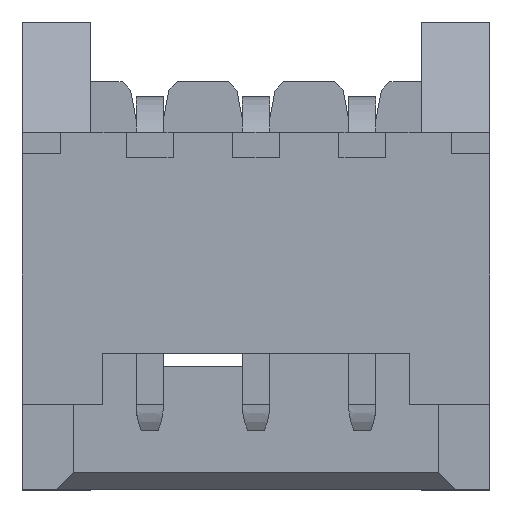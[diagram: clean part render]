
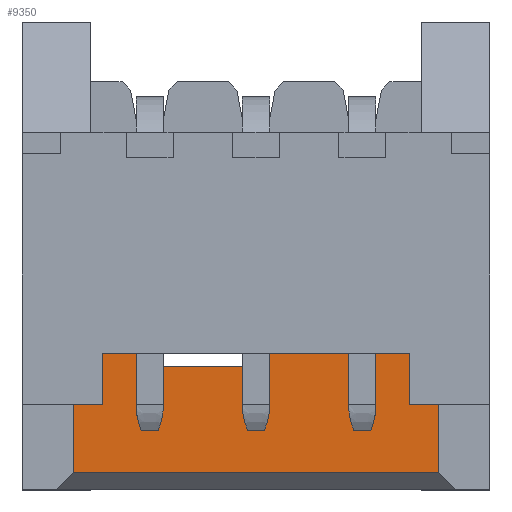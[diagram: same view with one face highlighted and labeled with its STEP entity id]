
A CAD part, top view. The second image highlights one B-rep face of the part: STEP entity #9350.
In plain terms, the highlighted planar face has unit normal (0, 0, 1).
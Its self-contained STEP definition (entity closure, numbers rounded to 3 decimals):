
#1249 = PLANE('',#1250);
#1250 = AXIS2_PLACEMENT_3D('',#1251,#1252,#1253);
#1251 = CARTESIAN_POINT('',(1.25,-3.,1.8));
#1252 = DIRECTION('',(0.,-1.,0.));
#1253 = DIRECTION('',(-1.,0.,0.));
#1277 = PLANE('',#1278);
#1278 = AXIS2_PLACEMENT_3D('',#1279,#1280,#1281);
#1279 = CARTESIAN_POINT('',(0.075,-3.,0.75));
#1280 = DIRECTION('',(-1.,0.,0.));
#1281 = DIRECTION('',(0.,0.,-1.));
#1305 = PLANE('',#1306);
#1306 = AXIS2_PLACEMENT_3D('',#1307,#1308,#1309);
#1307 = CARTESIAN_POINT('',(1.25,-1.85,1.8));
#1308 = DIRECTION('',(0.,-1.,0.));
#1309 = DIRECTION('',(-1.,0.,0.));
#1331 = PLANE('',#1332);
#1332 = AXIS2_PLACEMENT_3D('',#1333,#1334,#1335);
#1333 = CARTESIAN_POINT('',(1.175,-3.,0.35));
#1334 = DIRECTION('',(1.,0.,0.));
#1335 = DIRECTION('',(0.,0.,1.));
#3438 = PLANE('',#3439);
#3439 = AXIS2_PLACEMENT_3D('',#3440,#3441,#3442);
#3440 = CARTESIAN_POINT('',(-0.9,-4.45,0.55));
#3441 = DIRECTION('',(0.,-0.707,0.707));
#3442 = DIRECTION('',(1.,0.,0.));
#4942 = EDGE_CURVE('',#4943,#4945,#4947,.T.);
#4943 = VERTEX_POINT('',#4944);
#4944 = CARTESIAN_POINT('',(1.175,-3.,0.75));
#4945 = VERTEX_POINT('',#4946);
#4946 = CARTESIAN_POINT('',(0.075,-3.,0.75));
#4947 = SURFACE_CURVE('',#4948,(#4952,#4959),.PCURVE_S1.);
#4948 = LINE('',#4949,#4950);
#4949 = CARTESIAN_POINT('',(1.175,-3.,0.75));
#4950 = VECTOR('',#4951,1.);
#4951 = DIRECTION('',(-1.,0.,0.));
#4952 = PCURVE('',#1249,#4953);
#4953 = DEFINITIONAL_REPRESENTATION('',(#4954),#4958);
#4954 = LINE('',#4955,#4956);
#4955 = CARTESIAN_POINT('',(0.075,1.05));
#4956 = VECTOR('',#4957,1.);
#4957 = DIRECTION('',(1.,0.));
#4958 = ( GEOMETRIC_REPRESENTATION_CONTEXT(2) 
PARAMETRIC_REPRESENTATION_CONTEXT() REPRESENTATION_CONTEXT('2D SPACE',''
  ) );
#4959 = PCURVE('',#4960,#4965);
#4960 = PLANE('',#4961);
#4961 = AXIS2_PLACEMENT_3D('',#4962,#4963,#4964);
#4962 = CARTESIAN_POINT('',(-0.9,-4.45,0.75));
#4963 = DIRECTION('',(0.,0.,-1.));
#4964 = DIRECTION('',(1.,0.,0.));
#4965 = DEFINITIONAL_REPRESENTATION('',(#4966),#4970);
#4966 = LINE('',#4967,#4968);
#4967 = CARTESIAN_POINT('',(2.075,-1.45));
#4968 = VECTOR('',#4969,1.);
#4969 = DIRECTION('',(-1.,0.));
#4970 = ( GEOMETRIC_REPRESENTATION_CONTEXT(2) 
PARAMETRIC_REPRESENTATION_CONTEXT() REPRESENTATION_CONTEXT('2D SPACE',''
  ) );
#5018 = EDGE_CURVE('',#5019,#4943,#5021,.T.);
#5019 = VERTEX_POINT('',#5020);
#5020 = CARTESIAN_POINT('',(1.175,-1.85,0.75));
#5021 = SURFACE_CURVE('',#5022,(#5026,#5033),.PCURVE_S1.);
#5022 = LINE('',#5023,#5024);
#5023 = CARTESIAN_POINT('',(1.175,-1.85,0.75));
#5024 = VECTOR('',#5025,1.);
#5025 = DIRECTION('',(0.,-1.,0.));
#5026 = PCURVE('',#1331,#5027);
#5027 = DEFINITIONAL_REPRESENTATION('',(#5028),#5032);
#5028 = LINE('',#5029,#5030);
#5029 = CARTESIAN_POINT('',(0.4,-1.15));
#5030 = VECTOR('',#5031,1.);
#5031 = DIRECTION('',(0.,1.));
#5032 = ( GEOMETRIC_REPRESENTATION_CONTEXT(2) 
PARAMETRIC_REPRESENTATION_CONTEXT() REPRESENTATION_CONTEXT('2D SPACE',''
  ) );
#5033 = PCURVE('',#4960,#5034);
#5034 = DEFINITIONAL_REPRESENTATION('',(#5035),#5039);
#5035 = LINE('',#5036,#5037);
#5036 = CARTESIAN_POINT('',(2.075,-2.6));
#5037 = VECTOR('',#5038,1.);
#5038 = DIRECTION('',(0.,1.));
#5039 = ( GEOMETRIC_REPRESENTATION_CONTEXT(2) 
PARAMETRIC_REPRESENTATION_CONTEXT() REPRESENTATION_CONTEXT('2D SPACE',''
  ) );
#5067 = EDGE_CURVE('',#5068,#4945,#5070,.T.);
#5068 = VERTEX_POINT('',#5069);
#5069 = CARTESIAN_POINT('',(0.075,-1.85,0.75));
#5070 = SURFACE_CURVE('',#5071,(#5075,#5082),.PCURVE_S1.);
#5071 = LINE('',#5072,#5073);
#5072 = CARTESIAN_POINT('',(0.075,-1.85,0.75));
#5073 = VECTOR('',#5074,1.);
#5074 = DIRECTION('',(0.,-1.,0.));
#5075 = PCURVE('',#1277,#5076);
#5076 = DEFINITIONAL_REPRESENTATION('',(#5077),#5081);
#5077 = LINE('',#5078,#5079);
#5078 = CARTESIAN_POINT('',(0.,-1.15));
#5079 = VECTOR('',#5080,1.);
#5080 = DIRECTION('',(0.,1.));
#5081 = ( GEOMETRIC_REPRESENTATION_CONTEXT(2) 
PARAMETRIC_REPRESENTATION_CONTEXT() REPRESENTATION_CONTEXT('2D SPACE',''
  ) );
#5082 = PCURVE('',#4960,#5083);
#5083 = DEFINITIONAL_REPRESENTATION('',(#5084),#5088);
#5084 = LINE('',#5085,#5086);
#5085 = CARTESIAN_POINT('',(0.975,-2.6));
#5086 = VECTOR('',#5087,1.);
#5087 = DIRECTION('',(0.,1.));
#5088 = ( GEOMETRIC_REPRESENTATION_CONTEXT(2) 
PARAMETRIC_REPRESENTATION_CONTEXT() REPRESENTATION_CONTEXT('2D SPACE',''
  ) );
#5118 = EDGE_CURVE('',#5019,#5068,#5119,.T.);
#5119 = SURFACE_CURVE('',#5120,(#5124,#5131),.PCURVE_S1.);
#5120 = LINE('',#5121,#5122);
#5121 = CARTESIAN_POINT('',(1.175,-1.85,0.75));
#5122 = VECTOR('',#5123,1.);
#5123 = DIRECTION('',(-1.,0.,0.));
#5124 = PCURVE('',#1305,#5125);
#5125 = DEFINITIONAL_REPRESENTATION('',(#5126),#5130);
#5126 = LINE('',#5127,#5128);
#5127 = CARTESIAN_POINT('',(0.075,1.05));
#5128 = VECTOR('',#5129,1.);
#5129 = DIRECTION('',(1.,0.));
#5130 = ( GEOMETRIC_REPRESENTATION_CONTEXT(2) 
PARAMETRIC_REPRESENTATION_CONTEXT() REPRESENTATION_CONTEXT('2D SPACE',''
  ) );
#5131 = PCURVE('',#4960,#5132);
#5132 = DEFINITIONAL_REPRESENTATION('',(#5133),#5137);
#5133 = LINE('',#5134,#5135);
#5134 = CARTESIAN_POINT('',(2.075,-2.6));
#5135 = VECTOR('',#5136,1.);
#5136 = DIRECTION('',(-1.,0.));
#5137 = ( GEOMETRIC_REPRESENTATION_CONTEXT(2) 
PARAMETRIC_REPRESENTATION_CONTEXT() REPRESENTATION_CONTEXT('2D SPACE',''
  ) );
#7440 = PLANE('',#7441);
#7441 = AXIS2_PLACEMENT_3D('',#7442,#7443,#7444);
#7442 = CARTESIAN_POINT('',(1.25,-1.5,1.8));
#7443 = DIRECTION('',(0.,-1.,0.));
#7444 = DIRECTION('',(-1.,0.,0.));
#7899 = PLANE('',#7900);
#7900 = AXIS2_PLACEMENT_3D('',#7901,#7902,#7903);
#7901 = CARTESIAN_POINT('',(-0.9,-4.45,3.15));
#7902 = DIRECTION('',(-1.,0.,0.));
#7903 = DIRECTION('',(0.,0.,-1.));
#7960 = VERTEX_POINT('',#7961);
#7961 = CARTESIAN_POINT('',(-0.9,-4.25,0.75));
#8009 = EDGE_CURVE('',#7960,#8010,#8012,.T.);
#8010 = VERTEX_POINT('',#8011);
#8011 = CARTESIAN_POINT('',(3.4,-4.25,0.75));
#8012 = SURFACE_CURVE('',#8013,(#8017,#8024),.PCURVE_S1.);
#8013 = LINE('',#8014,#8015);
#8014 = CARTESIAN_POINT('',(-0.9,-4.25,0.75));
#8015 = VECTOR('',#8016,1.);
#8016 = DIRECTION('',(1.,0.,0.));
#8017 = PCURVE('',#3438,#8018);
#8018 = DEFINITIONAL_REPRESENTATION('',(#8019),#8023);
#8019 = LINE('',#8020,#8021);
#8020 = CARTESIAN_POINT('',(0.,0.283));
#8021 = VECTOR('',#8022,1.);
#8022 = DIRECTION('',(1.,0.));
#8023 = ( GEOMETRIC_REPRESENTATION_CONTEXT(2) 
PARAMETRIC_REPRESENTATION_CONTEXT() REPRESENTATION_CONTEXT('2D SPACE',''
  ) );
#8024 = PCURVE('',#4960,#8025);
#8025 = DEFINITIONAL_REPRESENTATION('',(#8026),#8030);
#8026 = LINE('',#8027,#8028);
#8027 = CARTESIAN_POINT('',(0.,-0.2));
#8028 = VECTOR('',#8029,1.);
#8029 = DIRECTION('',(1.,0.));
#8030 = ( GEOMETRIC_REPRESENTATION_CONTEXT(2) 
PARAMETRIC_REPRESENTATION_CONTEXT() REPRESENTATION_CONTEXT('2D SPACE',''
  ) );
#8095 = PLANE('',#8096);
#8096 = AXIS2_PLACEMENT_3D('',#8097,#8098,#8099);
#8097 = CARTESIAN_POINT('',(3.4,-4.45,0.75));
#8098 = DIRECTION('',(1.,0.,0.));
#8099 = DIRECTION('',(0.,0.,1.));
#9350 = ADVANCED_FACE('',(#9351,#9421),#4960,.F.);
#9351 = FACE_BOUND('',#9352,.F.);
#9352 = EDGE_LOOP('',(#9353,#9354,#9377,#9400));
#9353 = ORIENTED_EDGE('',*,*,#8009,.F.);
#9354 = ORIENTED_EDGE('',*,*,#9355,.T.);
#9355 = EDGE_CURVE('',#7960,#9356,#9358,.T.);
#9356 = VERTEX_POINT('',#9357);
#9357 = CARTESIAN_POINT('',(-0.9,-1.5,0.75));
#9358 = SURFACE_CURVE('',#9359,(#9363,#9370),.PCURVE_S1.);
#9359 = LINE('',#9360,#9361);
#9360 = CARTESIAN_POINT('',(-0.9,-4.25,0.75));
#9361 = VECTOR('',#9362,1.);
#9362 = DIRECTION('',(0.,1.,0.));
#9363 = PCURVE('',#4960,#9364);
#9364 = DEFINITIONAL_REPRESENTATION('',(#9365),#9369);
#9365 = LINE('',#9366,#9367);
#9366 = CARTESIAN_POINT('',(0.,-0.2));
#9367 = VECTOR('',#9368,1.);
#9368 = DIRECTION('',(0.,-1.));
#9369 = ( GEOMETRIC_REPRESENTATION_CONTEXT(2) 
PARAMETRIC_REPRESENTATION_CONTEXT() REPRESENTATION_CONTEXT('2D SPACE',''
  ) );
#9370 = PCURVE('',#7899,#9371);
#9371 = DEFINITIONAL_REPRESENTATION('',(#9372),#9376);
#9372 = LINE('',#9373,#9374);
#9373 = CARTESIAN_POINT('',(2.4,-0.2));
#9374 = VECTOR('',#9375,1.);
#9375 = DIRECTION('',(0.,-1.));
#9376 = ( GEOMETRIC_REPRESENTATION_CONTEXT(2) 
PARAMETRIC_REPRESENTATION_CONTEXT() REPRESENTATION_CONTEXT('2D SPACE',''
  ) );
#9377 = ORIENTED_EDGE('',*,*,#9378,.T.);
#9378 = EDGE_CURVE('',#9356,#9379,#9381,.T.);
#9379 = VERTEX_POINT('',#9380);
#9380 = CARTESIAN_POINT('',(3.4,-1.5,0.75));
#9381 = SURFACE_CURVE('',#9382,(#9386,#9393),.PCURVE_S1.);
#9382 = LINE('',#9383,#9384);
#9383 = CARTESIAN_POINT('',(-0.9,-1.5,0.75));
#9384 = VECTOR('',#9385,1.);
#9385 = DIRECTION('',(1.,0.,0.));
#9386 = PCURVE('',#4960,#9387);
#9387 = DEFINITIONAL_REPRESENTATION('',(#9388),#9392);
#9388 = LINE('',#9389,#9390);
#9389 = CARTESIAN_POINT('',(0.,-2.95));
#9390 = VECTOR('',#9391,1.);
#9391 = DIRECTION('',(1.,0.));
#9392 = ( GEOMETRIC_REPRESENTATION_CONTEXT(2) 
PARAMETRIC_REPRESENTATION_CONTEXT() REPRESENTATION_CONTEXT('2D SPACE',''
  ) );
#9393 = PCURVE('',#7440,#9394);
#9394 = DEFINITIONAL_REPRESENTATION('',(#9395),#9399);
#9395 = LINE('',#9396,#9397);
#9396 = CARTESIAN_POINT('',(2.15,1.05));
#9397 = VECTOR('',#9398,1.);
#9398 = DIRECTION('',(-1.,0.));
#9399 = ( GEOMETRIC_REPRESENTATION_CONTEXT(2) 
PARAMETRIC_REPRESENTATION_CONTEXT() REPRESENTATION_CONTEXT('2D SPACE',''
  ) );
#9400 = ORIENTED_EDGE('',*,*,#9401,.F.);
#9401 = EDGE_CURVE('',#8010,#9379,#9402,.T.);
#9402 = SURFACE_CURVE('',#9403,(#9407,#9414),.PCURVE_S1.);
#9403 = LINE('',#9404,#9405);
#9404 = CARTESIAN_POINT('',(3.4,-4.25,0.75));
#9405 = VECTOR('',#9406,1.);
#9406 = DIRECTION('',(0.,1.,0.));
#9407 = PCURVE('',#4960,#9408);
#9408 = DEFINITIONAL_REPRESENTATION('',(#9409),#9413);
#9409 = LINE('',#9410,#9411);
#9410 = CARTESIAN_POINT('',(4.3,-0.2));
#9411 = VECTOR('',#9412,1.);
#9412 = DIRECTION('',(0.,-1.));
#9413 = ( GEOMETRIC_REPRESENTATION_CONTEXT(2) 
PARAMETRIC_REPRESENTATION_CONTEXT() REPRESENTATION_CONTEXT('2D SPACE',''
  ) );
#9414 = PCURVE('',#8095,#9415);
#9415 = DEFINITIONAL_REPRESENTATION('',(#9416),#9420);
#9416 = LINE('',#9417,#9418);
#9417 = CARTESIAN_POINT('',(0.,-0.2));
#9418 = VECTOR('',#9419,1.);
#9419 = DIRECTION('',(0.,-1.));
#9420 = ( GEOMETRIC_REPRESENTATION_CONTEXT(2) 
PARAMETRIC_REPRESENTATION_CONTEXT() REPRESENTATION_CONTEXT('2D SPACE',''
  ) );
#9421 = FACE_BOUND('',#9422,.F.);
#9422 = EDGE_LOOP('',(#9423,#9424,#9425,#9426));
#9423 = ORIENTED_EDGE('',*,*,#4942,.F.);
#9424 = ORIENTED_EDGE('',*,*,#5018,.F.);
#9425 = ORIENTED_EDGE('',*,*,#5118,.T.);
#9426 = ORIENTED_EDGE('',*,*,#5067,.T.);
